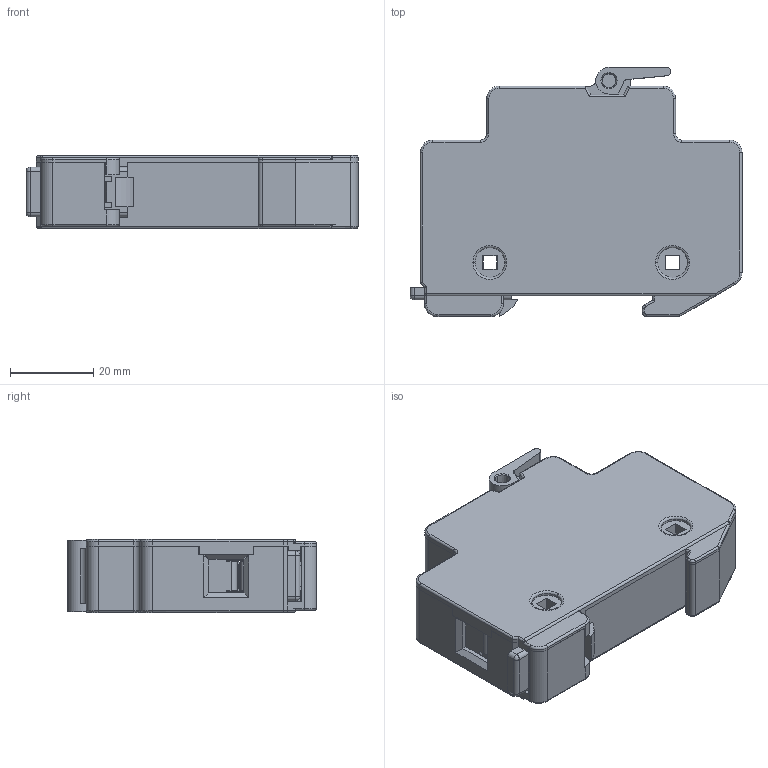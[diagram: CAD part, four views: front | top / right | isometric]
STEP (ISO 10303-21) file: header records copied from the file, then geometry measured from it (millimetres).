
FILE_DESCRIPTION (( 'STEP AP203' ), '1' );
FILE_NAME ('USCC1I-DC24.STEP', '2024-10-15T03:12:40', ( '' ), ( '' ), 'SwSTEP 2.0', 'SolidWorks 2021', '' );
FILE_SCHEMA (( 'CONFIG_CONTROL_DESIGN' ));
Length unit declared in the file: millimetre
Products named in the file (13): 装配体1^罩壳装配体; MR8.140.626 USM 縐啣; MR8.156.627 RT18M-32(X)揤啣; MR8.401.607.1~4 RT18M-32(X) 薦嫖璃; 欶褲(裔); 12. USCC载熔件SLDPRT; MR8.906.045 RT18M-32(X) 蹟隊; MR8.566.738 RT18M-32(X) 揖芛; MR8.017.000.1～4 档板（头盖浅灰A8）RT18M-32; MR8.574.006 RT18M-32(X) 諉盄釱; USCC1I-DC24; MR8.289.611 RT18M-32(X) 粟銅縐; 欶褲(菁)
Assembly tree (13 placements, depth 3):
  USCC1I-DC24
    欶褲(菁)
    欶褲(裔)
    12. USCC载熔件SLDPRT
    MR8.140.626 USM 縐啣
    MR8.401.607.1~4 RT18M-32(X) 薦嫖璃
    MR8.017.000.1～4 档板（头盖浅灰A8）RT18M-32
    装配体1^罩壳装配体  x2
      MR8.566.738 RT18M-32(X) 揖芛
      MR8.156.627 RT18M-32(X)揤啣
      MR8.574.006 RT18M-32(X) 諉盄釱
      MR8.906.045 RT18M-32(X) 蹟隊
      MR8.289.611 RT18M-32(X) 粟銅縐
Bounding box: 80 x 60 x 17.6 mm (x, y, z)
Volume: 27658.3 mm3; surface area: 43078.3 mm2
Topology: 24 solids, 24 shells, 2884 faces, 7668 edges, 4914 vertices
Faces by surface type: plane 1764, cylinder 530, bspline 374, torus 96, sphere 64, cone 56
Entity records: 88833 total; most frequent: CARTESIAN_POINT 30468, ORIENTED_EDGE 12556, DIRECTION 10688, EDGE_CURVE 6278, LINE 4616, VECTOR 4616, VERTEX_POINT 4062, AXIS2_PLACEMENT_3D 3036
